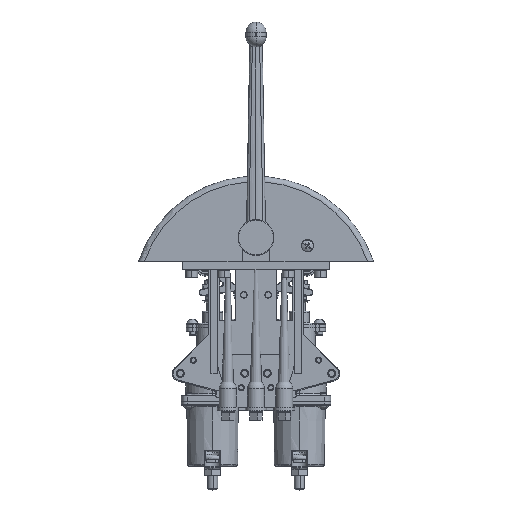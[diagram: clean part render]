
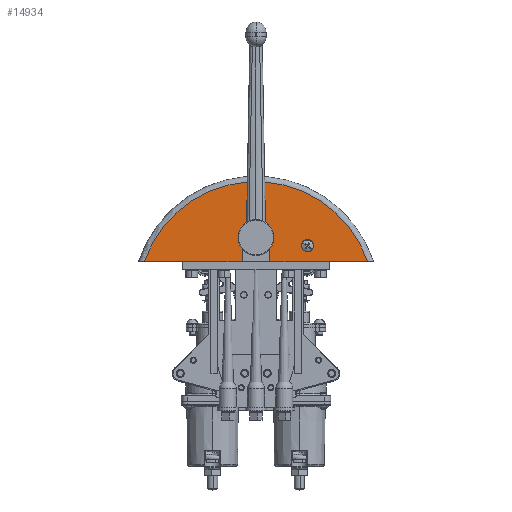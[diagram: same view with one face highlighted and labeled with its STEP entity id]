
A CAD part, top view. The second image highlights one B-rep face of the part: STEP entity #14934.
In plain terms, the highlighted planar face has unit normal (0, 0, 1).
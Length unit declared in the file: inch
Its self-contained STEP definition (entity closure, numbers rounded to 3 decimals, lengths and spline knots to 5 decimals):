
#139 = CIRCLE ( 'NONE', #58451, 0.4315 ) ;
#2522 = CIRCLE ( 'NONE', #19892, 3.6651 ) ;
#3809 = ORIENTED_EDGE ( 'NONE', *, *, #49320, .T. ) ;
#4049 = DIRECTION ( 'NONE',  ( -1., 0., 0. ) ) ;
#4600 = CARTESIAN_POINT ( 'NONE',  ( -0.4315, 0.71875, 1.65625 ) ) ;
#5558 = DIRECTION ( 'NONE',  ( -1., 0., 0. ) ) ;
#7040 = LINE ( 'NONE', #42482, #51782 ) ;
#7277 = DIRECTION ( 'NONE',  ( 0., 0., -1. ) ) ;
#7454 = CARTESIAN_POINT ( 'NONE',  ( -3.652, 0., 1.65625 ) ) ;
#7609 = VERTEX_POINT ( 'NONE', #74651 ) ;
#9931 = VERTEX_POINT ( 'NONE', #35356 ) ;
#12475 = ORIENTED_EDGE ( 'NONE', *, *, #71000, .T. ) ;
#12905 = DIRECTION ( 'NONE',  ( 0., 0., -1. ) ) ;
#13096 = CARTESIAN_POINT ( 'NONE',  ( 0., -1.17697, 1.65625 ) ) ;
#13987 = EDGE_CURVE ( 'NONE', #31081, #9931, #19124, .T. ) ;
#14934 = ADVANCED_FACE ( 'NONE', ( #25182, #66433 ), #37616, .F. ) ;
#16758 = ORIENTED_EDGE ( 'NONE', *, *, #13987, .T. ) ;
#17774 = ORIENTED_EDGE ( 'NONE', *, *, #55653, .T. ) ;
#19124 = LINE ( 'NONE', #7454, #28377 ) ;
#19315 = DIRECTION ( 'NONE',  ( -1., 0., 0. ) ) ;
#19892 = AXIS2_PLACEMENT_3D ( 'NONE', #74470, #57770, #4049 ) ;
#21506 = EDGE_LOOP ( 'NONE', ( #36850, #45957 ) ) ;
#22417 = CARTESIAN_POINT ( 'NONE',  ( 1.6, 0.5, 1.65625 ) ) ;
#24298 = VERTEX_POINT ( 'NONE', #37478 ) ;
#24889 = LINE ( 'NONE', #47851, #56451 ) ;
#25182 = FACE_BOUND ( 'NONE', #21506, .T. ) ;
#25702 = EDGE_CURVE ( 'NONE', #24298, #43574, #74337, .T. ) ;
#26102 = DIRECTION ( 'NONE',  ( 1., 0., 0. ) ) ;
#27602 = LINE ( 'NONE', #4600, #69201 ) ;
#28355 = EDGE_CURVE ( 'NONE', #9931, #61377, #2522, .T. ) ;
#28367 = DIRECTION ( 'NONE',  ( 0., 1., 0. ) ) ;
#28377 = VECTOR ( 'NONE', #48718, 39.37008 ) ;
#29439 = DIRECTION ( 'NONE',  ( 0., 0., 1. ) ) ;
#30044 = DIRECTION ( 'NONE',  ( 0., -1., 0. ) ) ;
#30922 = ORIENTED_EDGE ( 'NONE', *, *, #66614, .T. ) ;
#31081 = VERTEX_POINT ( 'NONE', #50713 ) ;
#31933 = CARTESIAN_POINT ( 'NONE',  ( -3.47098, 0., 1.65625 ) ) ;
#33253 = AXIS2_PLACEMENT_3D ( 'NONE', #13096, #7277, #19315 ) ;
#33492 = CARTESIAN_POINT ( 'NONE',  ( 1.6, 0.5, 1.65625 ) ) ;
#35356 = CARTESIAN_POINT ( 'NONE',  ( 3.47098, 0., 1.65625 ) ) ;
#36850 = ORIENTED_EDGE ( 'NONE', *, *, #25702, .F. ) ;
#36953 = DIRECTION ( 'NONE',  ( 1., 0., 0. ) ) ;
#37209 = EDGE_LOOP ( 'NONE', ( #17774, #3809, #16758, #66668, #30922, #12475 ) ) ;
#37478 = CARTESIAN_POINT ( 'NONE',  ( 1.7925, 0.5, 1.65625 ) ) ;
#37616 = PLANE ( 'NONE',  #33253 ) ;
#38366 = AXIS2_PLACEMENT_3D ( 'NONE', #33492, #49840, #26102 ) ;
#42482 = CARTESIAN_POINT ( 'NONE',  ( 0.4315, 0., 1.65625 ) ) ;
#43574 = VERTEX_POINT ( 'NONE', #48612 ) ;
#44103 = CIRCLE ( 'NONE', #68929, 0.1925 ) ;
#45957 = ORIENTED_EDGE ( 'NONE', *, *, #67681, .F. ) ;
#47851 = CARTESIAN_POINT ( 'NONE',  ( -3.652, 0., 1.65625 ) ) ;
#48612 = CARTESIAN_POINT ( 'NONE',  ( 1.4075, 0.5, 1.65625 ) ) ;
#48718 = DIRECTION ( 'NONE',  ( 1., 0., 0. ) ) ;
#48839 = VERTEX_POINT ( 'NONE', #56634 ) ;
#49320 = EDGE_CURVE ( 'NONE', #7609, #31081, #7040, .T. ) ;
#49840 = DIRECTION ( 'NONE',  ( 0., 0., 1. ) ) ;
#50713 = CARTESIAN_POINT ( 'NONE',  ( 0.4315, 0., 1.65625 ) ) ;
#51782 = VECTOR ( 'NONE', #30044, 39.37008 ) ;
#54088 = CARTESIAN_POINT ( 'NONE',  ( -0.4315, 0.71875, 1.65625 ) ) ;
#55653 = EDGE_CURVE ( 'NONE', #55939, #7609, #139, .T. ) ;
#55939 = VERTEX_POINT ( 'NONE', #54088 ) ;
#56451 = VECTOR ( 'NONE', #36953, 39.37008 ) ;
#56634 = CARTESIAN_POINT ( 'NONE',  ( -0.4315, 0., 1.65625 ) ) ;
#57770 = DIRECTION ( 'NONE',  ( 0., 0., 1. ) ) ;
#58451 = AXIS2_PLACEMENT_3D ( 'NONE', #66247, #12905, #5558 ) ;
#61377 = VERTEX_POINT ( 'NONE', #31933 ) ;
#66247 = CARTESIAN_POINT ( 'NONE',  ( 0., 0.71875, 1.65625 ) ) ;
#66433 = FACE_OUTER_BOUND ( 'NONE', #37209, .T. ) ;
#66614 = EDGE_CURVE ( 'NONE', #61377, #48839, #24889, .T. ) ;
#66668 = ORIENTED_EDGE ( 'NONE', *, *, #28355, .T. ) ;
#67681 = EDGE_CURVE ( 'NONE', #43574, #24298, #44103, .T. ) ;
#68929 = AXIS2_PLACEMENT_3D ( 'NONE', #22417, #29439, #69899 ) ;
#69201 = VECTOR ( 'NONE', #28367, 39.37008 ) ;
#69899 = DIRECTION ( 'NONE',  ( 1., 0., 0. ) ) ;
#71000 = EDGE_CURVE ( 'NONE', #48839, #55939, #27602, .T. ) ;
#74337 = CIRCLE ( 'NONE', #38366, 0.1925 ) ;
#74470 = CARTESIAN_POINT ( 'NONE',  ( 0., -1.17697, 1.65625 ) ) ;
#74651 = CARTESIAN_POINT ( 'NONE',  ( 0.4315, 0.71875, 1.65625 ) ) ;
